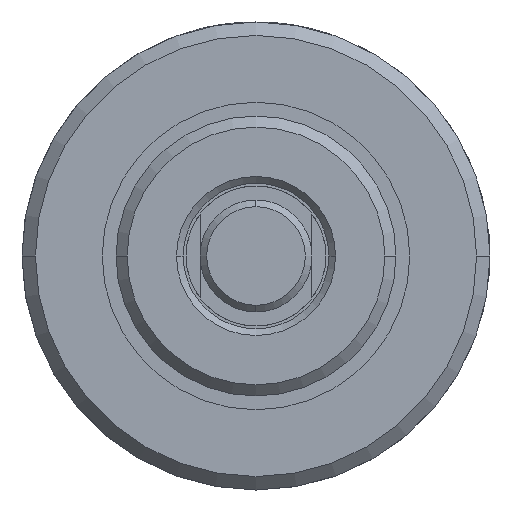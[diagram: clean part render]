
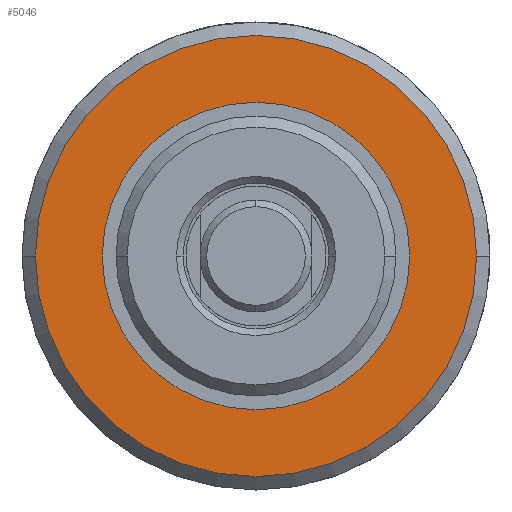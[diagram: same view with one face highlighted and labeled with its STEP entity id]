
A CAD part, left-side view. The second image highlights one B-rep face of the part: STEP entity #5046.
In plain terms, the highlighted planar face has unit normal (-1, 0, 0).
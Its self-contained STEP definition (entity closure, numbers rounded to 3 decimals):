
#40 = DIRECTION ( 'NONE',  ( 0., 0., -1. ) ) ;
#321 = PLANE ( 'NONE',  #3360 ) ;
#361 = CIRCLE ( 'NONE', #2049, 25.019 ) ;
#387 = CARTESIAN_POINT ( 'NONE',  ( 20.574, 0., 0. ) ) ;
#436 = DIRECTION ( 'NONE',  ( 1., 0., 0. ) ) ;
#778 = EDGE_CURVE ( 'NONE', #3349, #2461, #2170, .T. ) ;
#824 = CARTESIAN_POINT ( 'NONE',  ( 20.574, 0., 25.019 ) ) ;
#1404 = CIRCLE ( 'NONE', #4611, 17.437 ) ;
#1481 = EDGE_CURVE ( 'NONE', #5324, #3513, #2017, .T. ) ;
#1561 = CARTESIAN_POINT ( 'NONE',  ( 20.574, 0., -17.437 ) ) ;
#1575 = AXIS2_PLACEMENT_3D ( 'NONE', #387, #3787, #40 ) ;
#1866 = CARTESIAN_POINT ( 'NONE',  ( 20.574, 0., 17.437 ) ) ;
#2017 = CIRCLE ( 'NONE', #1575, 25.019 ) ;
#2020 = DIRECTION ( 'NONE',  ( 0., 0., -1. ) ) ;
#2049 = AXIS2_PLACEMENT_3D ( 'NONE', #2802, #3478, #2195 ) ;
#2090 = ORIENTED_EDGE ( 'NONE', *, *, #3416, .F. ) ;
#2131 = DIRECTION ( 'NONE',  ( 0., 0., -1. ) ) ;
#2170 = CIRCLE ( 'NONE', #4407, 17.437 ) ;
#2195 = DIRECTION ( 'NONE',  ( 0., 0., -1. ) ) ;
#2199 = EDGE_LOOP ( 'NONE', ( #2090, #5489 ) ) ;
#2329 = DIRECTION ( 'NONE',  ( 0., 0., -1. ) ) ;
#2435 = FACE_OUTER_BOUND ( 'NONE', #2199, .T. ) ;
#2461 = VERTEX_POINT ( 'NONE', #1561 ) ;
#2745 = CARTESIAN_POINT ( 'NONE',  ( 20.574, 0., 0. ) ) ;
#2802 = CARTESIAN_POINT ( 'NONE',  ( 20.574, 0., 0. ) ) ;
#2827 = EDGE_LOOP ( 'NONE', ( #4705, #4058 ) ) ;
#2876 = CARTESIAN_POINT ( 'NONE',  ( 20.574, 0., 0. ) ) ;
#3349 = VERTEX_POINT ( 'NONE', #1866 ) ;
#3360 = AXIS2_PLACEMENT_3D ( 'NONE', #2876, #4565, #2020 ) ;
#3416 = EDGE_CURVE ( 'NONE', #3513, #5324, #361, .T. ) ;
#3478 = DIRECTION ( 'NONE',  ( 1., 0., 0. ) ) ;
#3513 = VERTEX_POINT ( 'NONE', #824 ) ;
#3787 = DIRECTION ( 'NONE',  ( 1., 0., 0. ) ) ;
#4058 = ORIENTED_EDGE ( 'NONE', *, *, #778, .T. ) ;
#4144 = FACE_BOUND ( 'NONE', #2827, .T. ) ;
#4407 = AXIS2_PLACEMENT_3D ( 'NONE', #5112, #436, #2131 ) ;
#4501 = EDGE_CURVE ( 'NONE', #2461, #3349, #1404, .T. ) ;
#4565 = DIRECTION ( 'NONE',  ( 1., 0., 0. ) ) ;
#4611 = AXIS2_PLACEMENT_3D ( 'NONE', #2745, #4923, #2329 ) ;
#4705 = ORIENTED_EDGE ( 'NONE', *, *, #4501, .T. ) ;
#4923 = DIRECTION ( 'NONE',  ( 1., 0., 0. ) ) ;
#5046 = ADVANCED_FACE ( 'NONE', ( #2435, #4144 ), #321, .F. ) ;
#5112 = CARTESIAN_POINT ( 'NONE',  ( 20.574, 0., 0. ) ) ;
#5185 = CARTESIAN_POINT ( 'NONE',  ( 20.574, 0., -25.019 ) ) ;
#5324 = VERTEX_POINT ( 'NONE', #5185 ) ;
#5489 = ORIENTED_EDGE ( 'NONE', *, *, #1481, .F. ) ;
